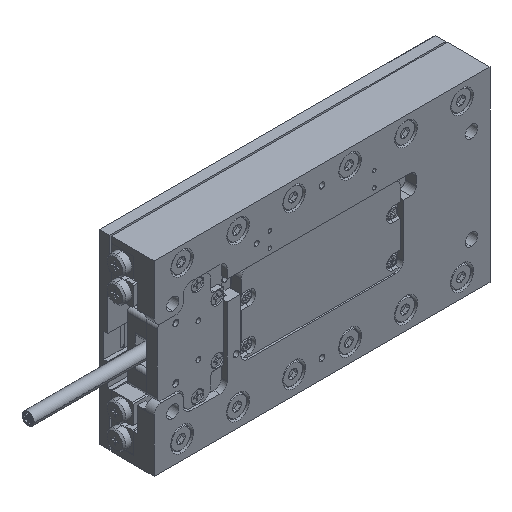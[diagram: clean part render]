
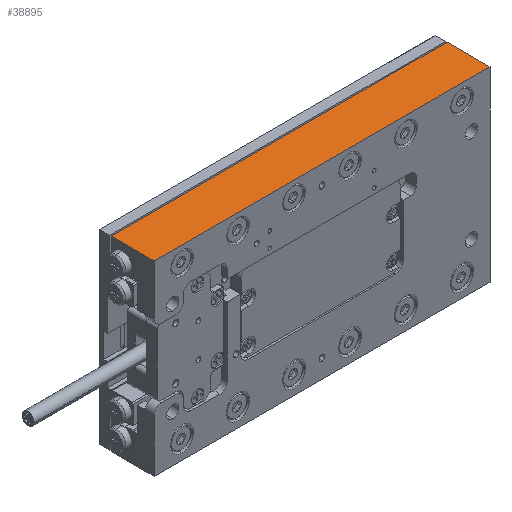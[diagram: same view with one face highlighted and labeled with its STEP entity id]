
A CAD part, isometric view. The second image highlights one B-rep face of the part: STEP entity #38895.
In plain terms, the highlighted planar face has unit normal (0, 0, 1).
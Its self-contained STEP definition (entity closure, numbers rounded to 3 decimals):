
#4539 = DIRECTION ( 'NONE',  ( 1., 0., 0. ) ) ;
#4595 = DIRECTION ( 'NONE',  ( 0., -1., 0. ) ) ;
#5379 = CARTESIAN_POINT ( 'NONE',  ( -45., 5.5, 25. ) ) ;
#6239 = AXIS2_PLACEMENT_3D ( 'NONE', #41649, #34196, #58890 ) ;
#11158 = CARTESIAN_POINT ( 'NONE',  ( 45., 5.5, 25. ) ) ;
#11368 = ORIENTED_EDGE ( 'NONE', *, *, #62765, .F. ) ;
#16728 = EDGE_CURVE ( 'NONE', #64778, #47838, #45866, .T. ) ;
#19607 = VECTOR ( 'NONE', #59099, 1000. ) ;
#22373 = PLANE ( 'NONE',  #6239 ) ;
#30236 = CARTESIAN_POINT ( 'NONE',  ( -45., 11.5, 25. ) ) ;
#34196 = DIRECTION ( 'NONE',  ( 0., 0., -1. ) ) ;
#35635 = VERTEX_POINT ( 'NONE', #46978 ) ;
#38895 = ADVANCED_FACE ( 'NONE', ( #64422 ), #22373, .F. ) ;
#41649 = CARTESIAN_POINT ( 'NONE',  ( -45., 5.5, 25. ) ) ;
#45866 = LINE ( 'NONE', #58384, #56889 ) ;
#46978 = CARTESIAN_POINT ( 'NONE',  ( -45., 0., 25. ) ) ;
#47284 = LINE ( 'NONE', #52805, #64558 ) ;
#47838 = VERTEX_POINT ( 'NONE', #62886 ) ;
#52805 = CARTESIAN_POINT ( 'NONE',  ( -45., 0., 25. ) ) ;
#56889 = VECTOR ( 'NONE', #4539, 1000. ) ;
#58384 = CARTESIAN_POINT ( 'NONE',  ( -51.357, 11.5, 25. ) ) ;
#58434 = LINE ( 'NONE', #5379, #67139 ) ;
#58647 = ORIENTED_EDGE ( 'NONE', *, *, #77826, .T. ) ;
#58890 = DIRECTION ( 'NONE',  ( -1., 0., 0. ) ) ;
#59099 = DIRECTION ( 'NONE',  ( 0., -1., 0. ) ) ;
#60269 = EDGE_LOOP ( 'NONE', ( #58647, #11368, #72119, #75492 ) ) ;
#61145 = CARTESIAN_POINT ( 'NONE',  ( 45., 0., 25. ) ) ;
#62765 = EDGE_CURVE ( 'NONE', #47838, #76391, #65003, .T. ) ;
#62886 = CARTESIAN_POINT ( 'NONE',  ( 45., 11.5, 25. ) ) ;
#64422 = FACE_OUTER_BOUND ( 'NONE', #60269, .T. ) ;
#64558 = VECTOR ( 'NONE', #71280, 1000. ) ;
#64778 = VERTEX_POINT ( 'NONE', #30236 ) ;
#65003 = LINE ( 'NONE', #11158, #19607 ) ;
#67139 = VECTOR ( 'NONE', #4595, 1000. ) ;
#70664 = EDGE_CURVE ( 'NONE', #64778, #35635, #58434, .T. ) ;
#71280 = DIRECTION ( 'NONE',  ( 1., 0., 0. ) ) ;
#72119 = ORIENTED_EDGE ( 'NONE', *, *, #16728, .F. ) ;
#75492 = ORIENTED_EDGE ( 'NONE', *, *, #70664, .T. ) ;
#76391 = VERTEX_POINT ( 'NONE', #61145 ) ;
#77826 = EDGE_CURVE ( 'NONE', #35635, #76391, #47284, .T. ) ;
